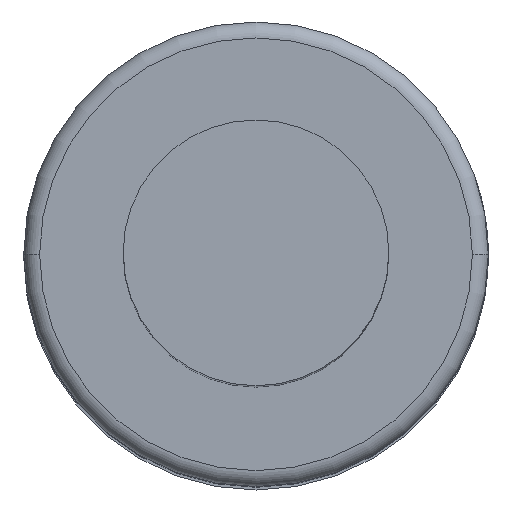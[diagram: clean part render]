
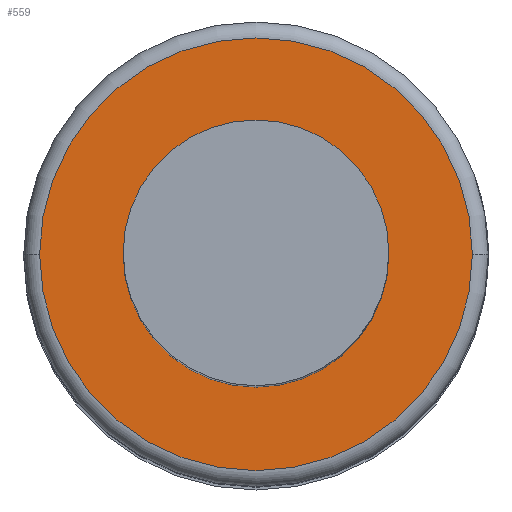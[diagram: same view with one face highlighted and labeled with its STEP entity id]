
A CAD part, top view. The second image highlights one B-rep face of the part: STEP entity #559.
In plain terms, the highlighted planar face has unit normal (0, 0, 1).
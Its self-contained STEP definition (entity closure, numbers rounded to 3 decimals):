
#444=CARTESIAN_POINT('POINT23',(0.,-6.35,0.));
#445=VERTEX_POINT('VERTEX23',#444);
#453=CARTESIAN_POINT('POINT24',(0.,6.35,0.));
#454=VERTEX_POINT('VERTEX24',#453);
#461=CARTESIAN_POINT('POS47',(0.,0.,0.));
#462=DIRECTION('DIR82',(0.,0.,1.));
#463=DIRECTION('DIR83',(0.,1.,0.));
#464=AXIS2_PLACEMENT_3D('AXIS36',#461,#462,#463);
#465=CIRCLE('ELLIPSE21',#464,6.35);
#466=EDGE_CURVE('EDGE36',#454,#445,#465,.T.);
#479=CARTESIAN_POINT('POS49',(0.,0.,0.));
#480=DIRECTION('DIR86',(0.,0.,1.));
#481=DIRECTION('DIR87',(0.,-1.,0.));
#482=AXIS2_PLACEMENT_3D('AXIS38',#479,#480,#481);
#483=CIRCLE('ELLIPSE22',#482,6.35);
#484=EDGE_CURVE('EDGE37',#445,#454,#483,.T.);
#494=CARTESIAN_POINT('POINT25',(-10.342,0.,
   0.));
#495=VERTEX_POINT('VERTEX25',#494);
#503=CARTESIAN_POINT('POINT26',(10.342,0.,
   0.));
#504=VERTEX_POINT('VERTEX26',#503);
#505=CARTESIAN_POINT('POS52',(0.,0.,0.))
   ;
#506=DIRECTION('DIR92',(0.,0.,
   1.));
#507=DIRECTION('DIR93',(1.,0.,
   0.));
#508=AXIS2_PLACEMENT_3D('AXIS41',#505,#506,#507);
#509=CIRCLE('ELLIPSE24',#508,10.342);
#510=EDGE_CURVE('EDGE39',#504,#495,#509,.T.);
#529=CARTESIAN_POINT('POS55',(0.,0.,0.))
   ;
#530=DIRECTION('DIR98',(0.,0.,
   -1.));
#531=DIRECTION('DIR99',(1.,0.,
   0.));
#532=AXIS2_PLACEMENT_3D('AXIS44',#529,#530,#531);
#533=CIRCLE('ELLIPSE26',#532,10.342);
#534=EDGE_CURVE('EDGE41',#504,#495,#533,.T.);
#546=ORIENTED_EDGE('COEDGE79',*,*,#534,.F.);
#547=ORIENTED_EDGE('COEDGE80',*,*,#510,.T.);
#548=EDGE_LOOP('NONE',(#546,#547));
#549=FACE_BOUND('LOOP1',#548,.T.);
#550=ORIENTED_EDGE('COEDGE81',*,*,#484,.F.);
#551=ORIENTED_EDGE('COEDGE82',*,*,#466,.F.);
#552=EDGE_LOOP('NONE',(#550,#551));
#553=FACE_BOUND('LOOP1',#552,.T.);
#554=CARTESIAN_POINT('POS57',(0.,0.,0.));
#555=DIRECTION('DIR102',(0.,0.,1.));
#556=DIRECTION('DIR103',(1.,0.,0.));
#557=AXIS2_PLACEMENT_3D('AXIS46',#554,#555,#556);
#558=PLANE('PLANE6',#557);
#559=ADVANCED_FACE('FACE20',(#549,#553),#558,.T.);
